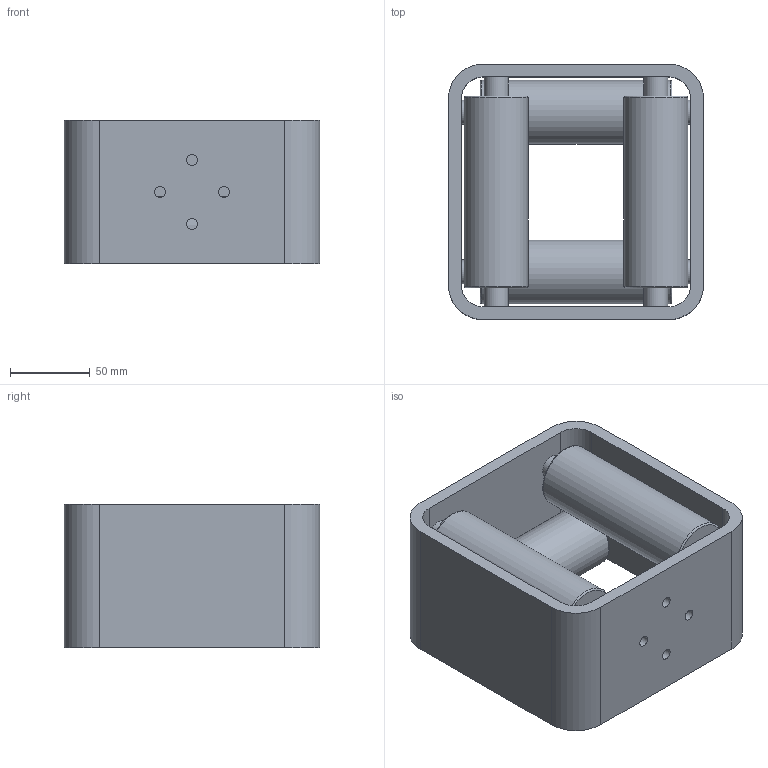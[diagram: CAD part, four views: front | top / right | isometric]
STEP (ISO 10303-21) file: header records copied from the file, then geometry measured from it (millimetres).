
FILE_DESCRIPTION (( 'STEP AP203' ), '1' );
FILE_NAME ('250409 STEP 3-400401-03_7087A.STEP', '2025-04-09T14:52:48', ( '' ), ( '' ), 'SwSTEP 2.0', 'SolidWorks 2024', '' );
FILE_SCHEMA (( 'CONFIG_CONTROL_DESIGN' ));
Length unit declared in the file: millimetre
Products named in the file (1): 250409 STEP 3-400401-03_7087A
Bounding box: 160 x 160 x 90 mm (x, y, z)
Volume: 1034246.6 mm3; surface area: 185181.2 mm2
Topology: 1 solids, 1 shells, 165 faces, 440 edges, 296 vertices
Faces by surface type: bspline 75, plane 58, cylinder 24, torus 8
Full cylindrical faces by diameter (mm): 6.8 x4, 15 x8, 40 x4
Entity records: 8549 total; most frequent: CARTESIAN_POINT 4977, ORIENTED_EDGE 800, DIRECTION 488, EDGE_CURVE 400, VERTEX_POINT 280, EDGE_LOOP 226, VECTOR 194, LINE 194
